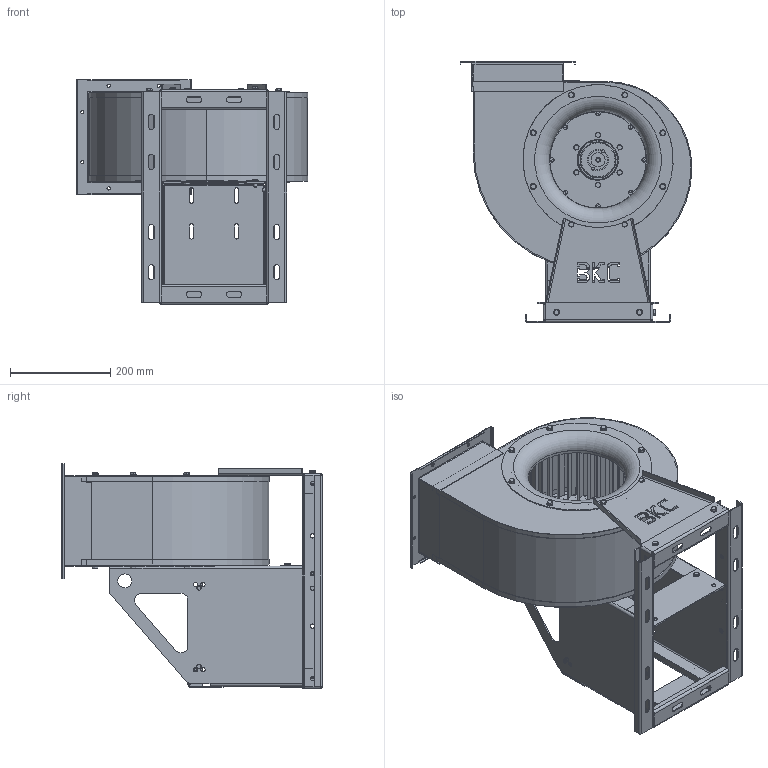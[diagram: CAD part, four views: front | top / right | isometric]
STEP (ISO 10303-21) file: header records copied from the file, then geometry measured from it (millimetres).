
FILE_DESCRIPTION(('STEP AP203'), '1');
FILE_NAME('ÂÐ 280-46-2.5', '', ('UNSPECIFIED'), ('UNSPECIFIED'), 'ASCON STEP Converter 1.3', 'ASCON Math Kernel', '');
FILE_SCHEMA(('CONFIG_CONTROL_DESIGN'));
Length unit declared in the file: millimetre
Bounding box: 463 x 521.1 x 449.2 mm (x, y, z)
Volume: 2073684.8 mm3; surface area: 2362845.5 mm2
Topology: 3 solids, 3 shells, 3562 faces, 9746 edges, 5999 vertices
Faces by surface type: plane 2702, cylinder 750, cone 79, torus 31
Full cylindrical faces by diameter (mm): 5 x9, 6 x31, 6.4 x21, 6.5 x22, 6.6 x7, 8.5 x57, 9.3 x12, 9.4 x16, 11.3 x14, 12 x21, 28 x3, 40 x1, 70 x1, 80 x2, 81 x1, 120 x1, 192 x1, 195 x1, 199 x1, 253 x2, 265 x2, 300 x2
Entity records: 146806 total; most frequent: CARTESIAN_POINT 28305, ORIENTED_EDGE 18824, DIRECTION 17971, EDGE_CURVE 9412, LINE 7187, VECTOR 7187, VERTEX_POINT 5999, AXIS2_PLACEMENT_3D 5392
